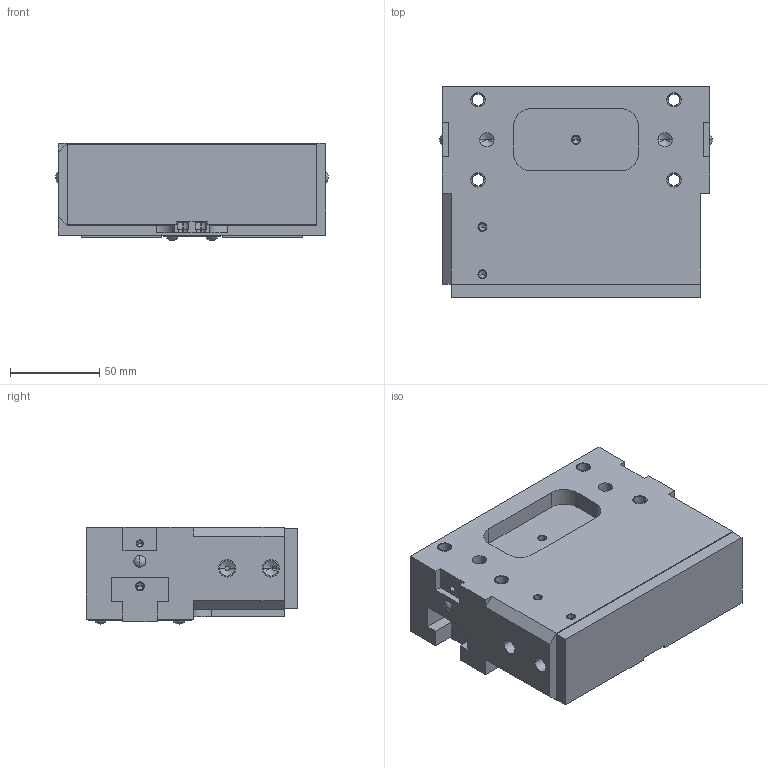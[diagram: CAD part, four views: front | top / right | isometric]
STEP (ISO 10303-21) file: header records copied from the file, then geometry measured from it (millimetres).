
FILE_DESCRIPTION((''),'2;1');
FILE_NAME('QPG-TECH_212_QT125NBA_ASM','2016-02-11T',('marino.mora'),(''),'PRO/ENGINEER BY PARAMETRIC TECHNOLOGY CORPORATION, 2011310','PRO/ENGINEER BY PARAMETRIC TECHNOLOGY CORPORATION, 2011310','');
FILE_SCHEMA(('CONFIG_CONTROL_DESIGN'));
Length unit declared in the file: millimetre
Products named in the file (4): MODELLO_CORPO_QPG212TECH; MODELLO_GRIFFA_QPG212TECH; INGRASSATORE_LUB; QPG-TECH_212_QT125NBA_ASM
Assembly tree (4 placements, depth 2):
  QPG-TECH_212_QT125NBA_ASM
    MODELLO_CORPO_QPG212TECH
    MODELLO_GRIFFA_QPG212TECH  x2
    INGRASSATORE_LUB
Bounding box: 153 x 118.5 x 54.5 mm (x, y, z)
Volume: 793750.6 mm3; surface area: 109344.3 mm2
Topology: 4 solids, 26 shells, 360 faces, 947 edges, 599 vertices
Faces by surface type: cylinder 148, plane 132, cone 64, sphere 14, torus 2
Entity records: 9865 total; most frequent: CARTESIAN_POINT 1838, DIRECTION 1771, ORIENTED_EDGE 1504, EDGE_CURVE 793, AXIS2_PLACEMENT_3D 675, VERTEX_POINT 529, VECTOR 421, LINE 421
